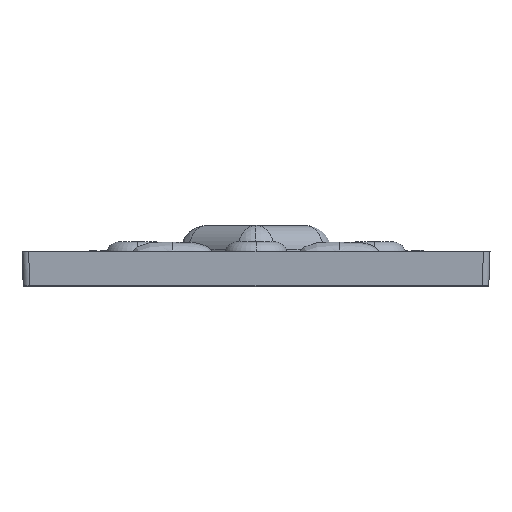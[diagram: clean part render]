
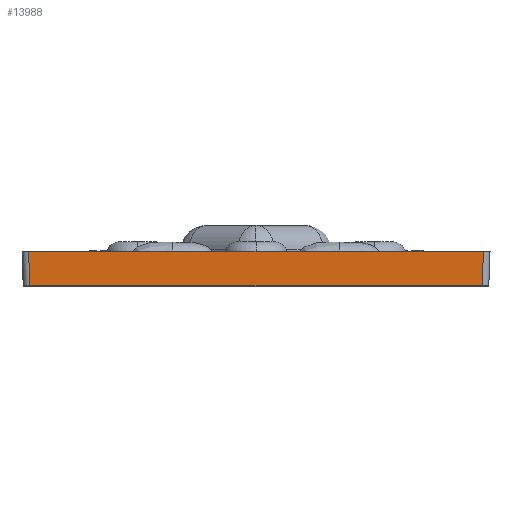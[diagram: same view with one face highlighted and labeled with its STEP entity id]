
A CAD part, left-side view. The second image highlights one B-rep face of the part: STEP entity #13988.
In plain terms, the highlighted planar face has unit normal (-0.999, 0, -0.035).
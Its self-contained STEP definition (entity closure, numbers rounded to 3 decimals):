
#4142 = CARTESIAN_POINT ( 'NONE',  ( -86.418, 34.319, -5.207 ) ) ;
#11983 = DIRECTION ( 'NONE',  ( 0., -1., 0. ) ) ;
#13988 = ADVANCED_FACE ( 'NONE', ( #42988 ), #111957, .T. ) ;
#22340 = CARTESIAN_POINT ( 'NONE',  ( -86.6, 34.501, 0. ) ) ;
#23877 = EDGE_CURVE ( 'NONE', #186341, #217332, #62850, .T. ) ;
#24731 = VECTOR ( 'NONE', #144415, 1000. ) ;
#26042 = DIRECTION ( 'NONE',  ( -0.035, 0., 0.999 ) ) ;
#29669 = CARTESIAN_POINT ( 'NONE',  ( -86.515, -34.415, -2.439 ) ) ;
#33620 = CARTESIAN_POINT ( 'NONE',  ( -86.418, -34.312, -5.207 ) ) ;
#39434 = VERTEX_POINT ( 'NONE', #186734 ) ;
#42988 = FACE_OUTER_BOUND ( 'NONE', #68185, .T. ) ;
#49348 = VECTOR ( 'NONE', #11983, 1000. ) ;
#59416 = EDGE_CURVE ( 'NONE', #126014, #39434, #82254, .T. ) ;
#60480 = VECTOR ( 'NONE', #98637, 1000. ) ;
#62163 = CARTESIAN_POINT ( 'NONE',  ( -86.6, 35.5, 0. ) ) ;
#62850 = LINE ( 'NONE', #114883, #49348 ) ;
#65256 = EDGE_CURVE ( 'NONE', #39434, #217332, #95288, .T. ) ;
#68185 = EDGE_LOOP ( 'NONE', ( #216207, #107934, #157794, #198985 ) ) ;
#81738 = AXIS2_PLACEMENT_3D ( 'NONE', #62163, #180947, #26042 ) ;
#82254 = LINE ( 'NONE', #33620, #201271 ) ;
#95288 = LINE ( 'NONE', #29669, #60480 ) ;
#98637 = DIRECTION ( 'NONE',  ( -0.035, -0.035, 0.999 ) ) ;
#102574 = DIRECTION ( 'NONE',  ( 0., -1., 0. ) ) ;
#107934 = ORIENTED_EDGE ( 'NONE', *, *, #23877, .F. ) ;
#110457 = CARTESIAN_POINT ( 'NONE',  ( -86.601, 34.502, 0.035 ) ) ;
#111580 = LINE ( 'NONE', #110457, #24731 ) ;
#111957 = PLANE ( 'NONE',  #81738 ) ;
#114883 = CARTESIAN_POINT ( 'NONE',  ( -86.6, 35.5, 0. ) ) ;
#126014 = VERTEX_POINT ( 'NONE', #4142 ) ;
#144415 = DIRECTION ( 'NONE',  ( 0.035, -0.035, -0.999 ) ) ;
#157794 = ORIENTED_EDGE ( 'NONE', *, *, #161527, .T. ) ;
#161527 = EDGE_CURVE ( 'NONE', #186341, #126014, #111580, .T. ) ;
#173343 = CARTESIAN_POINT ( 'NONE',  ( -86.6, -34.501, 0. ) ) ;
#180947 = DIRECTION ( 'NONE',  ( -0.999, 0., -0.035 ) ) ;
#186341 = VERTEX_POINT ( 'NONE', #22340 ) ;
#186734 = CARTESIAN_POINT ( 'NONE',  ( -86.418, -34.319, -5.207 ) ) ;
#198985 = ORIENTED_EDGE ( 'NONE', *, *, #59416, .T. ) ;
#201271 = VECTOR ( 'NONE', #102574, 1000. ) ;
#216207 = ORIENTED_EDGE ( 'NONE', *, *, #65256, .T. ) ;
#217332 = VERTEX_POINT ( 'NONE', #173343 ) ;
